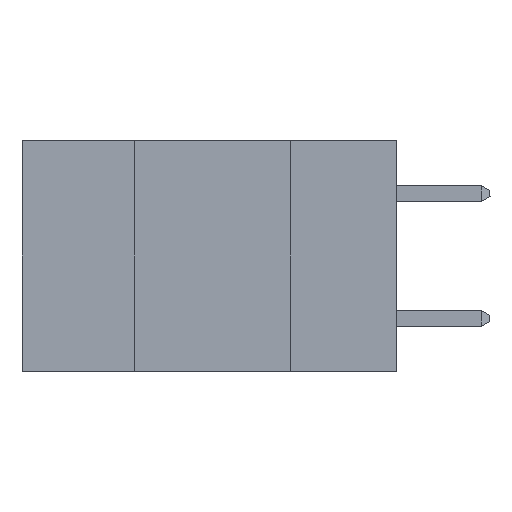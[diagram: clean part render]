
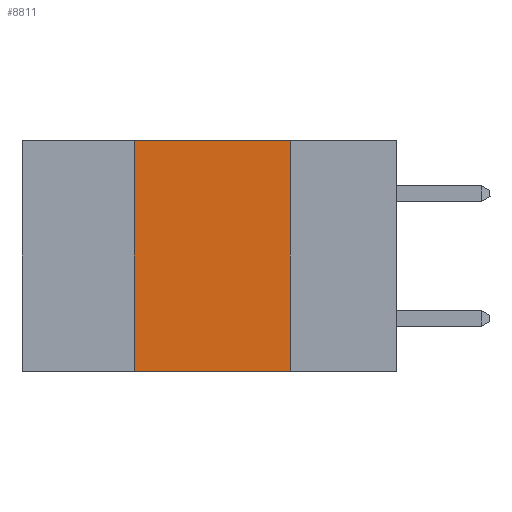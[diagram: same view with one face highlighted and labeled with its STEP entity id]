
A CAD part, left-side view. The second image highlights one B-rep face of the part: STEP entity #8811.
In plain terms, the highlighted planar face has unit normal (-1, 0, 0).
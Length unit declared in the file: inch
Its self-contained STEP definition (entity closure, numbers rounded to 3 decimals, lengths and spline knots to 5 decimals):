
#397 = ORIENTED_EDGE ( 'NONE', *, *, #9702, .F. ) ;
#473 = CARTESIAN_POINT ( 'NONE',  ( 0., 0.6, 0. ) ) ;
#948 = CARTESIAN_POINT ( 'NONE',  ( 0., 0.17, 0. ) ) ;
#1603 = VERTEX_POINT ( 'NONE', #8048 ) ;
#1699 = EDGE_CURVE ( 'NONE', #24396, #1603, #2792, .T. ) ;
#1961 = DIRECTION ( 'NONE',  ( 0., 0., 1. ) ) ;
#2725 = EDGE_CURVE ( 'NONE', #24396, #22011, #18735, .T. ) ;
#2792 = LINE ( 'NONE', #10017, #26518 ) ;
#4155 = LINE ( 'NONE', #9586, #16094 ) ;
#6064 = VECTOR ( 'NONE', #23270, 39.37008 ) ;
#7693 = DIRECTION ( 'NONE',  ( 1., 0., 0. ) ) ;
#8048 = CARTESIAN_POINT ( 'NONE',  ( 0., 0.42, 0. ) ) ;
#8389 = DIRECTION ( 'NONE',  ( 0., 0., -1. ) ) ;
#8657 = ORIENTED_EDGE ( 'NONE', *, *, #1699, .F. ) ;
#8811 = ADVANCED_FACE ( 'NONE', ( #21620 ), #21919, .F. ) ;
#9093 = AXIS2_PLACEMENT_3D ( 'NONE', #473, #7693, #24267 ) ;
#9586 = CARTESIAN_POINT ( 'NONE',  ( 0., 0.6, 0. ) ) ;
#9643 = VERTEX_POINT ( 'NONE', #948 ) ;
#9702 = EDGE_CURVE ( 'NONE', #9643, #22011, #13799, .T. ) ;
#10017 = CARTESIAN_POINT ( 'NONE',  ( 0., 0.42, 0. ) ) ;
#10515 = ORIENTED_EDGE ( 'NONE', *, *, #19950, .F. ) ;
#12451 = CARTESIAN_POINT ( 'NONE',  ( 0., 0.42, -0.37 ) ) ;
#13038 = VECTOR ( 'NONE', #8389, 39.37008 ) ;
#13799 = LINE ( 'NONE', #17854, #13038 ) ;
#13809 = EDGE_LOOP ( 'NONE', ( #397, #10515, #8657, #19453 ) ) ;
#16094 = VECTOR ( 'NONE', #28438, 39.37008 ) ;
#17854 = CARTESIAN_POINT ( 'NONE',  ( 0., 0.17, 0. ) ) ;
#18735 = LINE ( 'NONE', #25262, #6064 ) ;
#19453 = ORIENTED_EDGE ( 'NONE', *, *, #2725, .T. ) ;
#19950 = EDGE_CURVE ( 'NONE', #1603, #9643, #4155, .T. ) ;
#21620 = FACE_OUTER_BOUND ( 'NONE', #13809, .T. ) ;
#21919 = PLANE ( 'NONE',  #9093 ) ;
#22011 = VERTEX_POINT ( 'NONE', #28426 ) ;
#23270 = DIRECTION ( 'NONE',  ( 0., -1., 0. ) ) ;
#24267 = DIRECTION ( 'NONE',  ( 0., 0., -1. ) ) ;
#24396 = VERTEX_POINT ( 'NONE', #12451 ) ;
#25262 = CARTESIAN_POINT ( 'NONE',  ( 0., 0.6, -0.37 ) ) ;
#26518 = VECTOR ( 'NONE', #1961, 39.37008 ) ;
#28426 = CARTESIAN_POINT ( 'NONE',  ( 0., 0.17, -0.37 ) ) ;
#28438 = DIRECTION ( 'NONE',  ( 0., -1., 0. ) ) ;
